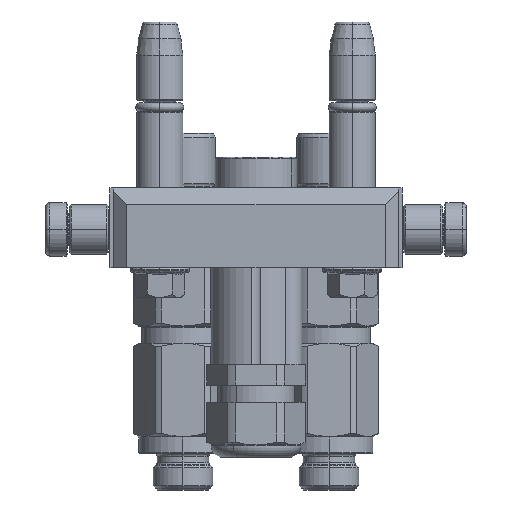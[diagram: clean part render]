
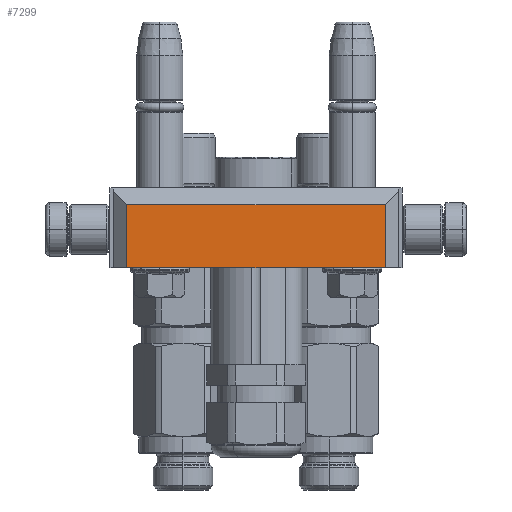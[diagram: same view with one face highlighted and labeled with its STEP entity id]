
A CAD part, left-side view. The second image highlights one B-rep face of the part: STEP entity #7299.
In plain terms, the highlighted face is planar.
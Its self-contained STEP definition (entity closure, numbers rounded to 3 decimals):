
#3412 = EDGE_CURVE ( 'NONE', #31870, #5540, #27642, .T. ) ;
#5332 = LINE ( 'NONE', #5678, #42616 ) ;
#5540 = VERTEX_POINT ( 'NONE', #44415 ) ;
#5678 = CARTESIAN_POINT ( 'NONE',  ( 39., 42.75, 24. ) ) ;
#7299 = ADVANCED_FACE ( 'NONE', ( #55728 ), #40150, .T. ) ;
#7765 = CARTESIAN_POINT ( 'NONE',  ( 39., 42.75, 5. ) ) ;
#7768 = DIRECTION ( 'NONE',  ( -1., 0., 0. ) ) ;
#9511 = CARTESIAN_POINT ( 'NONE',  ( 39., 42.75, 24. ) ) ;
#12710 = CARTESIAN_POINT ( 'NONE',  ( -39., 42.75, 24. ) ) ;
#16910 = VECTOR ( 'NONE', #38851, 1000. ) ;
#18574 = ORIENTED_EDGE ( 'NONE', *, *, #54285, .T. ) ;
#22249 = VERTEX_POINT ( 'NONE', #7765 ) ;
#25799 = CARTESIAN_POINT ( 'NONE',  ( -39., 42.75, 5. ) ) ;
#25952 = CARTESIAN_POINT ( 'NONE',  ( 44., 42.75, 0. ) ) ;
#26187 = LINE ( 'NONE', #25799, #41237 ) ;
#27642 = LINE ( 'NONE', #34253, #16910 ) ;
#29567 = ORIENTED_EDGE ( 'NONE', *, *, #42946, .F. ) ;
#31775 = LINE ( 'NONE', #50858, #50407 ) ;
#31870 = VERTEX_POINT ( 'NONE', #12710 ) ;
#34253 = CARTESIAN_POINT ( 'NONE',  ( -39., 42.75, 24. ) ) ;
#36234 = AXIS2_PLACEMENT_3D ( 'NONE', #25952, #53249, #7768 ) ;
#37404 = EDGE_CURVE ( 'NONE', #49261, #31870, #5332, .T. ) ;
#38851 = DIRECTION ( 'NONE',  ( 0., 0., -1. ) ) ;
#40150 = PLANE ( 'NONE',  #36234 ) ;
#41237 = VECTOR ( 'NONE', #48686, 1000. ) ;
#42616 = VECTOR ( 'NONE', #56100, 1000. ) ;
#42659 = EDGE_LOOP ( 'NONE', ( #46851, #18574, #29567, #48300 ) ) ;
#42946 = EDGE_CURVE ( 'NONE', #5540, #22249, #26187, .T. ) ;
#44415 = CARTESIAN_POINT ( 'NONE',  ( -39., 42.75, 5. ) ) ;
#45841 = DIRECTION ( 'NONE',  ( 0., 0., -1. ) ) ;
#46851 = ORIENTED_EDGE ( 'NONE', *, *, #37404, .F. ) ;
#48300 = ORIENTED_EDGE ( 'NONE', *, *, #3412, .F. ) ;
#48686 = DIRECTION ( 'NONE',  ( 1., 0., 0. ) ) ;
#49261 = VERTEX_POINT ( 'NONE', #9511 ) ;
#50407 = VECTOR ( 'NONE', #45841, 1000. ) ;
#50858 = CARTESIAN_POINT ( 'NONE',  ( 39., 42.75, 24. ) ) ;
#53249 = DIRECTION ( 'NONE',  ( 0., 1., 0. ) ) ;
#54285 = EDGE_CURVE ( 'NONE', #49261, #22249, #31775, .T. ) ;
#55728 = FACE_OUTER_BOUND ( 'NONE', #42659, .T. ) ;
#56100 = DIRECTION ( 'NONE',  ( -1., 0., 0. ) ) ;
